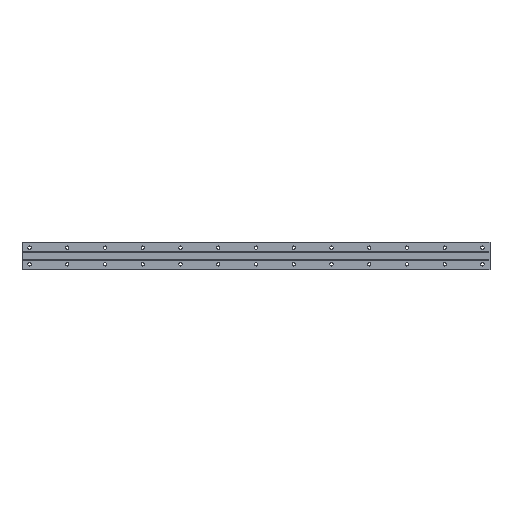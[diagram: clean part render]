
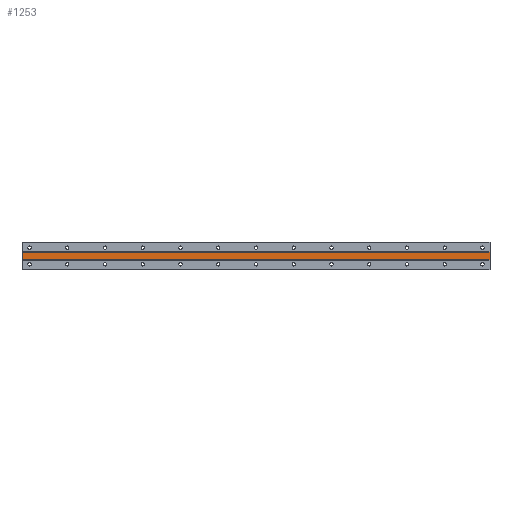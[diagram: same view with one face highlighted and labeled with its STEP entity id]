
A CAD part, front view. The second image highlights one B-rep face of the part: STEP entity #1253.
In plain terms, the highlighted planar face has unit normal (0, -1, 0).
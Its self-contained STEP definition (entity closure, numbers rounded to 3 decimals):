
#103 = CARTESIAN_POINT ( 'NONE',  ( -10., 0.5, 18.34 ) ) ;
#399 = DIRECTION ( 'NONE',  ( -1., 0., 0. ) ) ;
#492 = ORIENTED_EDGE ( 'NONE', *, *, #3362, .F. ) ;
#535 = VERTEX_POINT ( 'NONE', #5161 ) ;
#706 = CARTESIAN_POINT ( 'NONE',  ( 610., 0.5, 18.34 ) ) ;
#789 = ORIENTED_EDGE ( 'NONE', *, *, #1394, .T. ) ;
#968 = ORIENTED_EDGE ( 'NONE', *, *, #3004, .F. ) ;
#1037 = VECTOR ( 'NONE', #1652, 1000. ) ;
#1096 = CARTESIAN_POINT ( 'NONE',  ( 610., 0.5, 5. ) ) ;
#1176 = DIRECTION ( 'NONE',  ( 0., 0., -1. ) ) ;
#1253 = ADVANCED_FACE ( 'NONE', ( #3089 ), #3853, .F. ) ;
#1313 = LINE ( 'NONE', #103, #1037 ) ;
#1316 = LINE ( 'NONE', #1655, #4222 ) ;
#1394 = EDGE_CURVE ( 'NONE', #4912, #2820, #2435, .T. ) ;
#1404 = CARTESIAN_POINT ( 'NONE',  ( -10., 0.5, 5. ) ) ;
#1451 = AXIS2_PLACEMENT_3D ( 'NONE', #1096, #2694, #4287 ) ;
#1509 = EDGE_CURVE ( 'NONE', #2820, #4104, #1313, .T. ) ;
#1541 = ORIENTED_EDGE ( 'NONE', *, *, #1509, .T. ) ;
#1652 = DIRECTION ( 'NONE',  ( 0., 0., -1. ) ) ;
#1655 = CARTESIAN_POINT ( 'NONE',  ( 610., 0.5, -5. ) ) ;
#2435 = LINE ( 'NONE', #4360, #3208 ) ;
#2694 = DIRECTION ( 'NONE',  ( 0., 1., 0. ) ) ;
#2820 = VERTEX_POINT ( 'NONE', #1404 ) ;
#3004 = EDGE_CURVE ( 'NONE', #535, #4104, #1316, .T. ) ;
#3089 = FACE_OUTER_BOUND ( 'NONE', #4782, .T. ) ;
#3208 = VECTOR ( 'NONE', #399, 1000. ) ;
#3362 = EDGE_CURVE ( 'NONE', #4912, #535, #4760, .T. ) ;
#3853 = PLANE ( 'NONE',  #1451 ) ;
#3962 = CARTESIAN_POINT ( 'NONE',  ( -10., 0.5, -5. ) ) ;
#4104 = VERTEX_POINT ( 'NONE', #3962 ) ;
#4222 = VECTOR ( 'NONE', #4842, 1000. ) ;
#4287 = DIRECTION ( 'NONE',  ( 0., 0., 1. ) ) ;
#4360 = CARTESIAN_POINT ( 'NONE',  ( 610., 0.5, 5. ) ) ;
#4373 = VECTOR ( 'NONE', #1176, 1000. ) ;
#4760 = LINE ( 'NONE', #706, #4373 ) ;
#4782 = EDGE_LOOP ( 'NONE', ( #968, #492, #789, #1541 ) ) ;
#4842 = DIRECTION ( 'NONE',  ( -1., 0., 0. ) ) ;
#4912 = VERTEX_POINT ( 'NONE', #4986 ) ;
#4986 = CARTESIAN_POINT ( 'NONE',  ( 610., 0.5, 5. ) ) ;
#5161 = CARTESIAN_POINT ( 'NONE',  ( 610., 0.5, -5. ) ) ;
